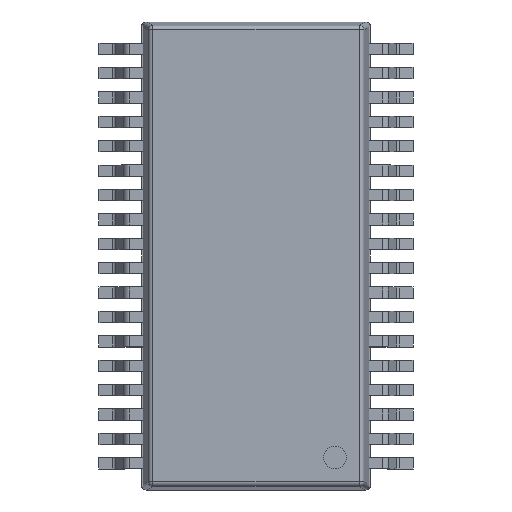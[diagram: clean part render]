
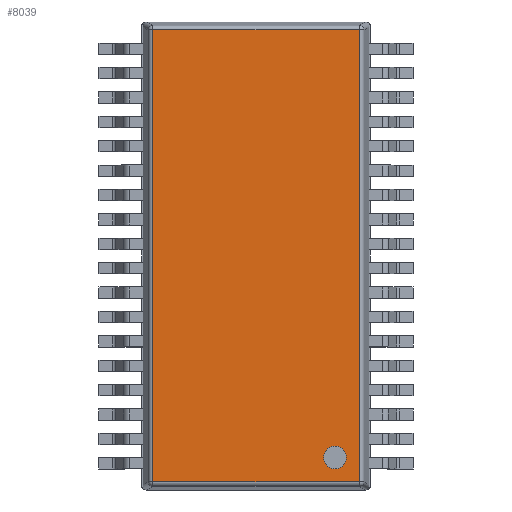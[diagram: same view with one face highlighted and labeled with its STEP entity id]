
A CAD part, top view. The second image highlights one B-rep face of the part: STEP entity #8039.
In plain terms, the highlighted planar face has unit normal (0, 0, 1).
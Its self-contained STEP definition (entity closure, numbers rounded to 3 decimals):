
#14=FACE_BOUND('',#1210,.T.);
#338=PLANE('',#8832);
#773=FACE_OUTER_BOUND('',#1209,.T.);
#1209=EDGE_LOOP('',(#7439,#7440,#7441,#7442));
#1210=EDGE_LOOP('',(#7443));
#1499=CIRCLE('',#8757,0.375);
#2321=LINE('',#13416,#3156);
#2342=LINE('',#13494,#3177);
#2351=LINE('',#13526,#3186);
#2358=LINE('',#13549,#3193);
#3156=VECTOR('',#11025,10.);
#3177=VECTOR('',#11108,10.);
#3186=VECTOR('',#11147,10.);
#3193=VECTOR('',#11182,10.);
#3915=VERTEX_POINT('',#13390);
#3922=VERTEX_POINT('',#13408);
#3924=VERTEX_POINT('',#13414);
#3950=VERTEX_POINT('',#13492);
#3956=VERTEX_POINT('',#13513);
#5041=EDGE_CURVE('',#3915,#3915,#1499,.T.);
#5053=EDGE_CURVE('',#3922,#3924,#2321,.T.);
#5092=EDGE_CURVE('',#3950,#3924,#2342,.T.);
#5108=EDGE_CURVE('',#3956,#3950,#2351,.T.);
#5120=EDGE_CURVE('',#3956,#3922,#2358,.T.);
#7439=ORIENTED_EDGE('',*,*,#5108,.F.);
#7440=ORIENTED_EDGE('',*,*,#5120,.T.);
#7441=ORIENTED_EDGE('',*,*,#5053,.T.);
#7442=ORIENTED_EDGE('',*,*,#5092,.F.);
#7443=ORIENTED_EDGE('',*,*,#5041,.T.);
#8039=ADVANCED_FACE('',(#773,#14),#338,.T.);
#8757=AXIS2_PLACEMENT_3D('',#13391,#10997,#10998);
#8832=AXIS2_PLACEMENT_3D('',#13554,#11190,#11191);
#10997=DIRECTION('center_axis',(0.,0.,-1.));
#10998=DIRECTION('ref_axis',(-1.,0.,0.));
#11025=DIRECTION('',(-1.,0.,0.));
#11108=DIRECTION('',(0.,1.,0.));
#11147=DIRECTION('',(-1.,0.,0.));
#11182=DIRECTION('',(0.,1.,0.));
#11190=DIRECTION('center_axis',(0.,0.,1.));
#11191=DIRECTION('ref_axis',(1.,0.,0.));
#13390=CARTESIAN_POINT('',(2.966,-6.213,1.038));
#13391=CARTESIAN_POINT('Origin',(2.591,-6.213,1.038));
#13408=CARTESIAN_POINT('',(3.391,7.813,1.038));
#13414=CARTESIAN_POINT('',(-3.391,7.813,1.038));
#13416=CARTESIAN_POINT('',(0.,7.813,1.038));
#13492=CARTESIAN_POINT('',(-3.391,-7.013,1.038));
#13494=CARTESIAN_POINT('',(-3.391,0.,1.038));
#13513=CARTESIAN_POINT('',(3.391,-7.013,1.038));
#13526=CARTESIAN_POINT('',(0.,-7.013,1.038));
#13549=CARTESIAN_POINT('',(3.391,0.,1.038));
#13554=CARTESIAN_POINT('Origin',(0.,0.,1.038));
